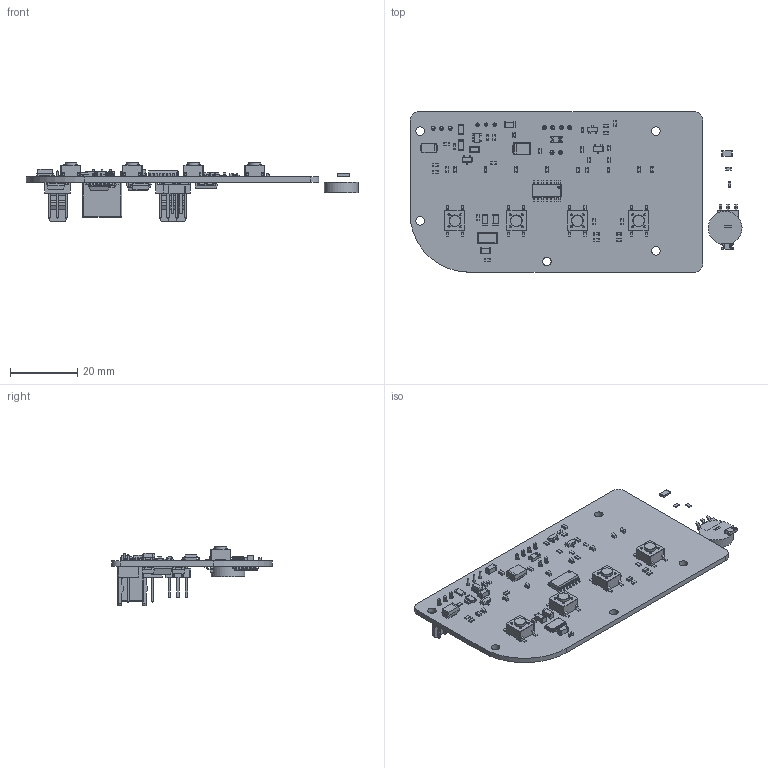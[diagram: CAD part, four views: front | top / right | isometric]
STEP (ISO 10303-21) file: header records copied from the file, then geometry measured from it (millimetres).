
FILE_DESCRIPTION(/* description */ (''),/* implementation_level */ '2;1');
FILE_NAME(/* name */ '4-mill-vent.step',/* time_stamp */ '2020-07-07T21:48:49-07:00',/* author */ (''),/* organization */ (''),/* preprocessor_version */ 'ST-DEVELOPER v18.1',/* originating_system */ 'Autodesk Translation Framework v9.3.0.1241',/* authorisation */ '');
FILE_SCHEMA (('AUTOMOTIVE_DESIGN { 1 0 10303 214 3 1 1 }'));
Products named in the file (50): 4-mill-vent-v1; motor_v1; SOLID; Molex_KK-254_AE-6410-03A_1x03_P2.54mm_Vertical; SOLID (22); Molex_KK-254_AE-6410-02A_1x02_P2.54mm_Vertical; SOLID (3); D_SMA; SOLID (5); CP_EIA-6032-15_Kemet-U; SOLID (9); C_1206_3216Metric; SOLID (7); Crystal_SMD_0603-2Pin_6.0x3.5mm; SOLID (11); SOT-23-5; SOLID (12); SW_SPST_PTS645; SOLID (13); D_1206_3216Metric; SOLID (8); LED_0603_1608Metric; SOLID (14); TO-252-2; SOLID (15); Converter_DCDC_TRACO_TSR-1_THT; SOLID (16); R_0603_1608Metric; SOLID (1); R_1206_3216Metric; SOLID (10); TO-252-3_TabPin2; SOLID (17); C_0603_1608Metric; SOLID (2); SOT-23; SOLID (6); SOT-223; SOLID (18); SOIC-14_3.9x8.7mm_P1.27mm ...
Assembly tree (99 placements, depth 3):
  4-mill-vent-v1
    motor_v1
      SOLID
    R_0603_1608Metric  x20
      SOLID (1)
    C_0603_1608Metric  x10
      SOLID (2)
    Molex_KK-254_AE-6410-03A_1x03_P2.54mm_Vertical
      SOLID (22)
    Molex_KK-254_AE-6410-02A_1x02_P2.54mm_Vertical
      SOLID (3)
    D_SMB  x3
      SOLID (4)
    D_SMA
      SOLID (5)
    SOT-23  x3
      SOLID (6)
    C_1206_3216Metric  x5
      SOLID (7)
    D_1206_3216Metric  x2
      SOLID (8)
    CP_EIA-6032-15_Kemet-U
      SOLID (9)
    R_1206_3216Metric  x3
      SOLID (10)
    Crystal_SMD_0603-2Pin_6.0x3.5mm
      SOLID (11)
    SOT-23-5
      SOLID (12)
    SW_SPST_PTS645  x4
      SOLID (13)
    LED_0603_1608Metric  x7
      SOLID (14)
    TO-252-2
      SOLID (15)
    Converter_DCDC_TRACO_TSR-1_THT
      SOLID (16)
    TO-252-3_TabPin2
      SOLID (17)
    SOT-223  x2
      SOLID (18)
    SOIC-14_3.9x8.7mm_P1.27mm
      SOLID (19)
    TQFP-32_7x7mm_P0.8mm
      SOLID (23)
    Molex_KK-254_AE-6410-04A_1x04_P2.54mm_Vertical  x2
      SOLID (20)
    PinHeader_2x03_P2.54mm_Vertical_SMD
      SOLID (21)
    COMPOUND
Bounding box: 98.61 x 47.62 x 17.7 mm (x, y, z)
Volume: 9675.7 mm3; surface area: 13954 mm2
Topology: 75 solids, 75 shells, 4222 faces, 10881 edges, 6943 vertices
Faces by surface type: plane 3156, cylinder 1003, torus 39, bspline 20, cone 4
Full cylindrical faces by diameter (mm): 0.5 x4, 0.6 x17, 1 x5, 1.19 x9, 2.54 x5, 3.5 x4, 10 x1
Entity records: 73175 total; most frequent: CARTESIAN_POINT 13733, ORIENTED_EDGE 11606, DIRECTION 11600, EDGE_CURVE 5803, LINE 4762, VECTOR 4762, VERTEX_POINT 3664, AXIS2_PLACEMENT_3D 3419
